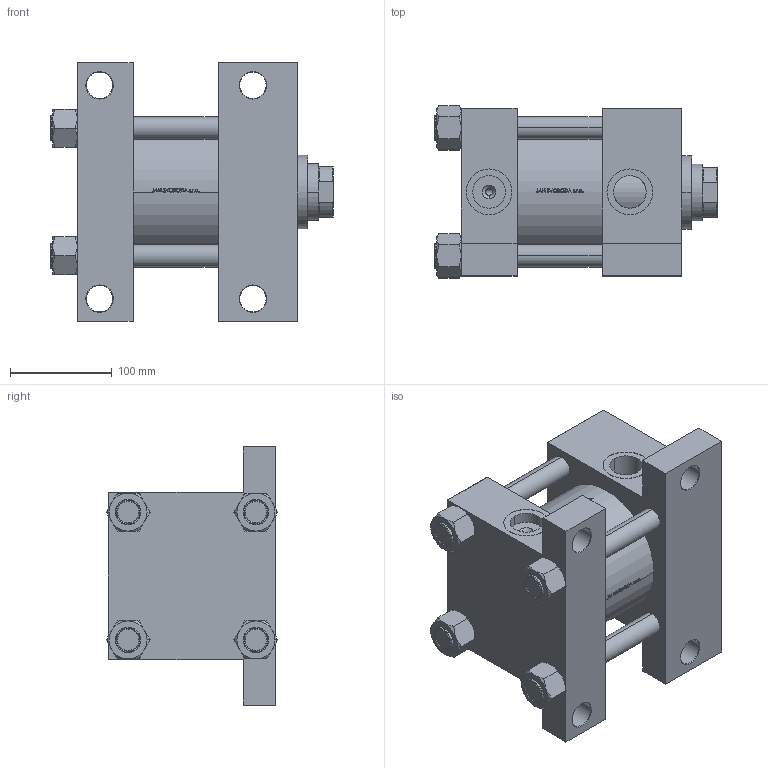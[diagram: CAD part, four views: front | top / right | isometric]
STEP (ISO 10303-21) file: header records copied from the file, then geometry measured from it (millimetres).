
FILE_DESCRIPTION (( 'STEP AP203' ), '1' );
FILE_NAME ('59b6.STEP', '2023-08-23T12:47:40', ( '' ), ( '' ), 'SwSTEP 2.0', 'SolidWorks 2019', '' );
FILE_SCHEMA (( 'CONFIG_CONTROL_DESIGN' ));
Length unit declared in the file: millimetre
Products named in the file (6): NUT_M5_G 75facf5eea5dff1fb6627d30cc5eda28; V215_VC_A 75facf5eea5dff1fb6627d30cc5eda28; V215CR_G_TYCINKA 75facf5eea5dff1fb6627d30cc5eda28; V215CR_VCP_G 75facf5eea5dff1fb6627d30cc5eda28; V215CR_G_Body 75facf5eea5dff1fb6627d30cc5eda28; 59b6
Assembly tree (11 placements, depth 2):
  59b6
    V215CR_G_Body 75facf5eea5dff1fb6627d30cc5eda28
    V215CR_VCP_G 75facf5eea5dff1fb6627d30cc5eda28
    V215CR_G_TYCINKA 75facf5eea5dff1fb6627d30cc5eda28  x4
    NUT_M5_G 75facf5eea5dff1fb6627d30cc5eda28  x4
    V215_VC_A 75facf5eea5dff1fb6627d30cc5eda28
Bounding box: 278 x 169.14 x 254 mm (x, y, z)
Volume: 4850404.6 mm3; surface area: 536740.6 mm2
Topology: 11 solids, 11 shells, 1135 faces, 2908 edges, 1877 vertices
Faces by surface type: plane 479, bspline 380, cone 144, cylinder 124, torus 8
Entity records: 48024 total; most frequent: CARTESIAN_POINT 26073, ORIENTED_EDGE 5080, DIRECTION 3112, EDGE_CURVE 2540, VERTEX_POINT 1655, LINE 1316, VECTOR 1316, EDGE_LOOP 1081
